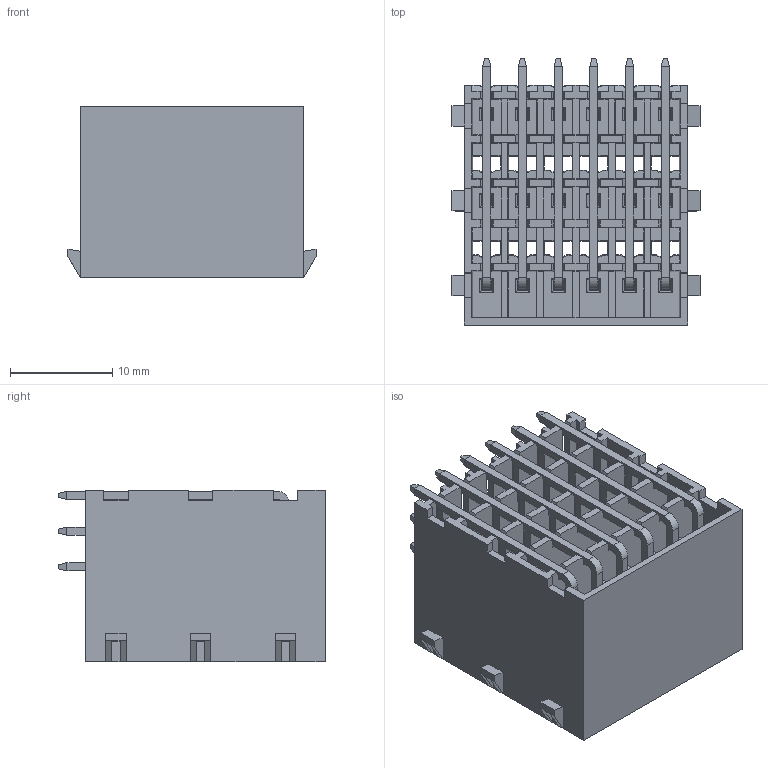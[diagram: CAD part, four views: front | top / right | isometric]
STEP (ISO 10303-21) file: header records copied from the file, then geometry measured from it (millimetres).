
FILE_DESCRIPTION( ('This file contains a STEP AP42 implementation' ,'as created by ZW3D STEP Interface translator.') ,'2;1' );
FILE_NAME( 'WJ15EDGRH3N-3.5-06P.stp' ,'24 123.153424', (''), ('ZWCAD Software Co.'), 'Version 1.0', 'ZW3D to STEP translator', '' );
FILE_SCHEMA(('AUTOMOTIVE_DESIGN'));
Length unit declared in the file: millimetre
Products named in the file (2): 0; wj15edgrh3n-350
Bounding box: 24.3 x 26.1 x 16.8 mm (x, y, z)
Volume: 3465.9 mm3; surface area: 10494.1 mm2
Topology: 19 solids, 19 shells, 2104 faces, 5604 edges, 3556 vertices
Faces by surface type: bspline 2104
Entity records: 64307 total; most frequent: CARTESIAN_POINT 28407, ORIENTED_EDGE 11208, EDGE_CURVE 5604, B_SPLINE_CURVE_WITH_KNOTS 5010, VERTEX_POINT 3556, EDGE_LOOP 2182, FACE_OUTER_BOUND 2104, ADVANCED_FACE 2104
